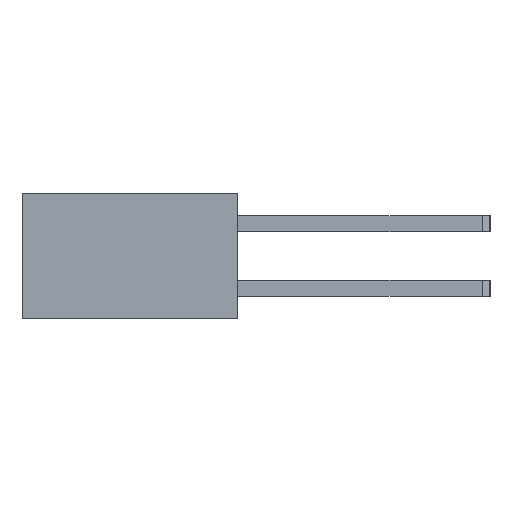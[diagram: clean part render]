
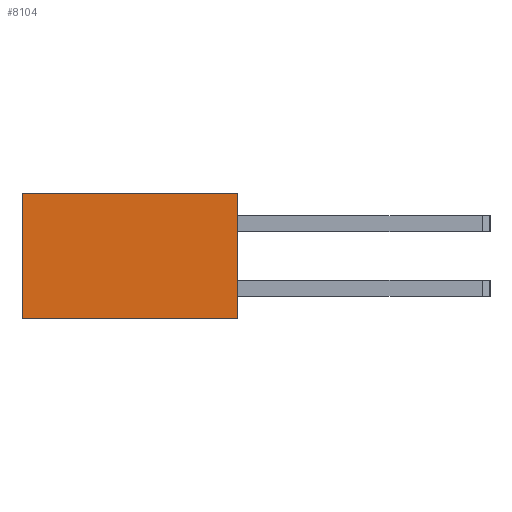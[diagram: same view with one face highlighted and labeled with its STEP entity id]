
A CAD part, left-side view. The second image highlights one B-rep face of the part: STEP entity #8104.
In plain terms, the highlighted planar face has unit normal (-1, 0, 0).
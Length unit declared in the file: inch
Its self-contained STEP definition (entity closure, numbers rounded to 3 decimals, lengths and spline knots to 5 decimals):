
#659=ORIENTED_EDGE('',*,*,#2792,.T.);
#660=ORIENTED_EDGE('',*,*,#2399,.F.);
#661=ORIENTED_EDGE('',*,*,#2821,.F.);
#662=ORIENTED_EDGE('',*,*,#2391,.T.);
#2391=EDGE_CURVE('',#3544,#3543,#4311,.T.);
#2399=EDGE_CURVE('',#3551,#3552,#4319,.T.);
#2792=EDGE_CURVE('',#3543,#3552,#4712,.T.);
#2821=EDGE_CURVE('',#3544,#3551,#4741,.T.);
#3543=VERTEX_POINT('',#10939);
#3544=VERTEX_POINT('',#10941);
#3551=VERTEX_POINT('',#10956);
#3552=VERTEX_POINT('',#10958);
#4311=LINE('',#10940,#5463);
#4319=LINE('',#10957,#5471);
#4712=LINE('',#11742,#5864);
#4741=LINE('',#11786,#5893);
#5463=VECTOR('',#8895,39.37008);
#5471=VECTOR('',#8905,39.37008);
#5864=VECTOR('',#9524,39.37008);
#5893=VECTOR('',#9583,39.37008);
#6688=EDGE_LOOP('',(#659,#660,#661,#662));
#7188=FACE_BOUND('',#6688,.T.);
#7688=PLANE('',#8546);
#8104=ADVANCED_FACE('',(#7188),#7688,.F.);
#8546=AXIS2_PLACEMENT_3D('',#11785,#9581,#9582);
#8895=DIRECTION('',(0.,-1.,0.));
#8905=DIRECTION('',(0.,-1.,0.));
#9524=DIRECTION('',(0.,0.,1.));
#9581=DIRECTION('',(1.,0.,0.));
#9582=DIRECTION('',(0.,0.,-1.));
#9583=DIRECTION('',(0.,0.,1.));
#10939=CARTESIAN_POINT('',(-0.71,0.,-0.0975));
#10940=CARTESIAN_POINT('',(-0.71,0.335,-0.0975));
#10941=CARTESIAN_POINT('',(-0.71,0.335,-0.0975));
#10956=CARTESIAN_POINT('',(-0.71,0.335,0.0975));
#10957=CARTESIAN_POINT('',(-0.71,0.335,0.0975));
#10958=CARTESIAN_POINT('',(-0.71,0.,0.0975));
#11742=CARTESIAN_POINT('',(-0.71,0.,-0.0975));
#11785=CARTESIAN_POINT('',(-0.71,0.335,-0.0975));
#11786=CARTESIAN_POINT('',(-0.71,0.335,-0.0975));
